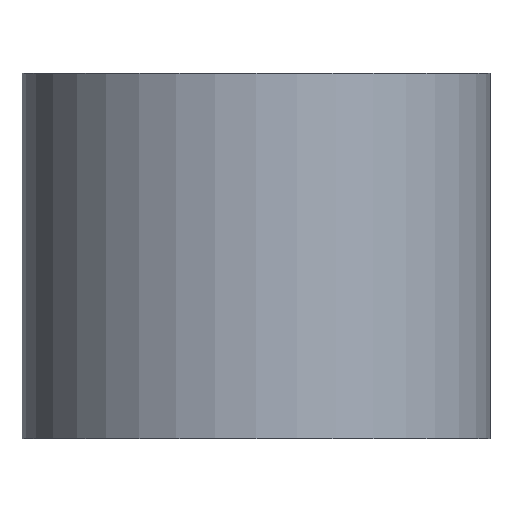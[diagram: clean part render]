
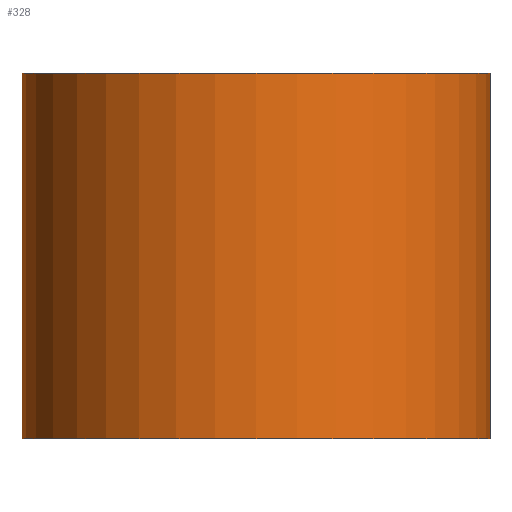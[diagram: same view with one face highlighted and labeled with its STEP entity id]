
A CAD part, front view. The second image highlights one B-rep face of the part: STEP entity #328.
In plain terms, the highlighted cylindrical face has radius 16 mm (diameter 32 mm), a partial arc.
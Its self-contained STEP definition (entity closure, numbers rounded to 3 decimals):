
#4 = CARTESIAN_POINT ( 'NONE',  ( 0., 0., 0. ) ) ;
#5 = ORIENTED_EDGE ( 'NONE', *, *, #275, .F. ) ;
#10 = CARTESIAN_POINT ( 'NONE',  ( 16., 0., 25. ) ) ;
#11 = VECTOR ( 'NONE', #138, 1000. ) ;
#12 = DIRECTION ( 'NONE',  ( 0., 0., 1. ) ) ;
#17 = CARTESIAN_POINT ( 'NONE',  ( 0., 0., 40. ) ) ;
#20 = CARTESIAN_POINT ( 'NONE',  ( -16., 0., 0. ) ) ;
#27 = AXIS2_PLACEMENT_3D ( 'NONE', #17, #178, #42 ) ;
#42 = DIRECTION ( 'NONE',  ( 1., 0., 0. ) ) ;
#59 = LINE ( 'NONE', #159, #11 ) ;
#68 = EDGE_LOOP ( 'NONE', ( #5, #314, #95, #270 ) ) ;
#69 = VERTEX_POINT ( 'NONE', #20 ) ;
#73 = CARTESIAN_POINT ( 'NONE',  ( -16., 0., 25. ) ) ;
#88 = CARTESIAN_POINT ( 'NONE',  ( 0., 0., 25. ) ) ;
#95 = ORIENTED_EDGE ( 'NONE', *, *, #145, .T. ) ;
#124 = DIRECTION ( 'NONE',  ( 0., 0., 1. ) ) ;
#126 = AXIS2_PLACEMENT_3D ( 'NONE', #4, #192, #213 ) ;
#138 = DIRECTION ( 'NONE',  ( 0., 0., 1. ) ) ;
#145 = EDGE_CURVE ( 'NONE', #165, #194, #59, .T. ) ;
#159 = CARTESIAN_POINT ( 'NONE',  ( 16., 0., 40. ) ) ;
#165 = VERTEX_POINT ( 'NONE', #244 ) ;
#177 = EDGE_CURVE ( 'NONE', #307, #194, #292, .T. ) ;
#178 = DIRECTION ( 'NONE',  ( 0., 0., 1. ) ) ;
#192 = DIRECTION ( 'NONE',  ( 0., 0., 1. ) ) ;
#194 = VERTEX_POINT ( 'NONE', #10 ) ;
#213 = DIRECTION ( 'NONE',  ( 1., 0., 0. ) ) ;
#244 = CARTESIAN_POINT ( 'NONE',  ( 16., 0., 0. ) ) ;
#247 = CIRCLE ( 'NONE', #126, 16. ) ;
#251 = CYLINDRICAL_SURFACE ( 'NONE', #27, 16. ) ;
#258 = EDGE_CURVE ( 'NONE', #69, #165, #247, .T. ) ;
#270 = ORIENTED_EDGE ( 'NONE', *, *, #177, .F. ) ;
#273 = FACE_OUTER_BOUND ( 'NONE', #68, .T. ) ;
#275 = EDGE_CURVE ( 'NONE', #69, #307, #290, .T. ) ;
#290 = LINE ( 'NONE', #311, #321 ) ;
#292 = CIRCLE ( 'NONE', #306, 16. ) ;
#304 = DIRECTION ( 'NONE',  ( 1., 0., 0. ) ) ;
#306 = AXIS2_PLACEMENT_3D ( 'NONE', #88, #12, #304 ) ;
#307 = VERTEX_POINT ( 'NONE', #73 ) ;
#311 = CARTESIAN_POINT ( 'NONE',  ( -16., 0., 40. ) ) ;
#314 = ORIENTED_EDGE ( 'NONE', *, *, #258, .T. ) ;
#321 = VECTOR ( 'NONE', #124, 1000. ) ;
#328 = ADVANCED_FACE ( 'NONE', ( #273 ), #251, .T. ) ;
